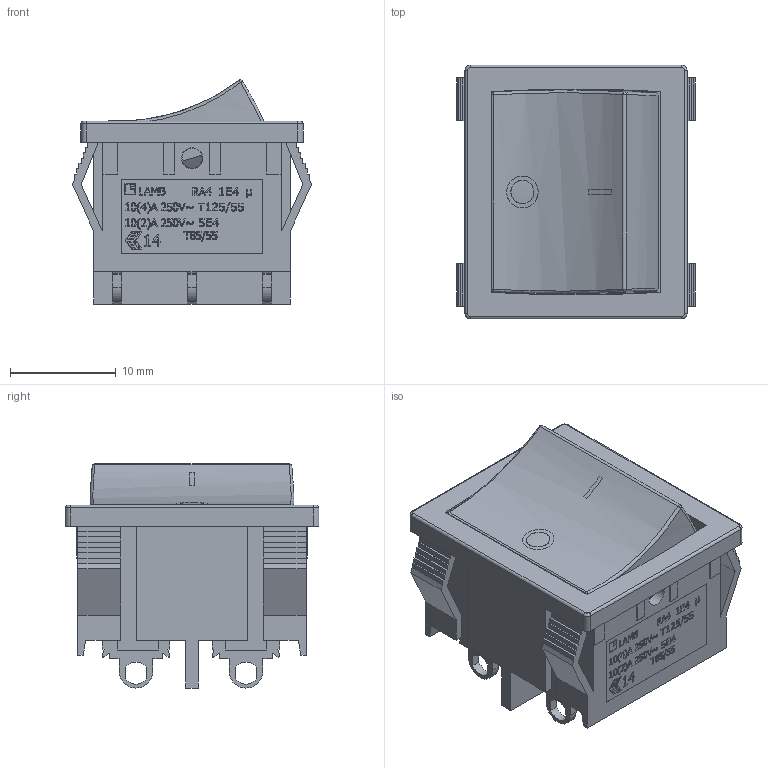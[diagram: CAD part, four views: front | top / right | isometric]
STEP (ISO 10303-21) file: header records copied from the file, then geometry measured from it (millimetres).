
FILE_DESCRIPTION(/* description */ (''),/* implementation_level */ '2;1');
FILE_NAME(/* name */ 'RA45HCxxx1.stp',/* time_stamp */ '2022-11-01T14:37:51-05:00',/* author */ ('mroman'),/* organization */ (''),/* preprocessor_version */ 'ST-DEVELOPER v18.1',/* originating_system */ 'Autodesk Inventor 2020',/* authorisation */ '');
FILE_SCHEMA (('AUTOMOTIVE_DESIGN { 1 0 10303 214 3 1 1 }'));
Length unit declared in the file: millimetre
Products named in the file (1): RA45HCxxx1
Bounding box: 22.6 x 24 x 21.2 mm (x, y, z)
Volume: 2546 mm3; surface area: 5172.5 mm2
Topology: 3 solids, 3 shells, 1925 faces, 5313 edges, 3530 vertices
Faces by surface type: plane 1257, bspline 598, cylinder 64, sphere 4, cone 2
Full cylindrical faces by diameter (mm): 2 x2
Entity records: 64098 total; most frequent: CARTESIAN_POINT 18873, ORIENTED_EDGE 10630, DIRECTION 6917, EDGE_CURVE 5315, LINE 3973, VECTOR 3973, VERTEX_POINT 3534, EDGE_LOOP 2087
